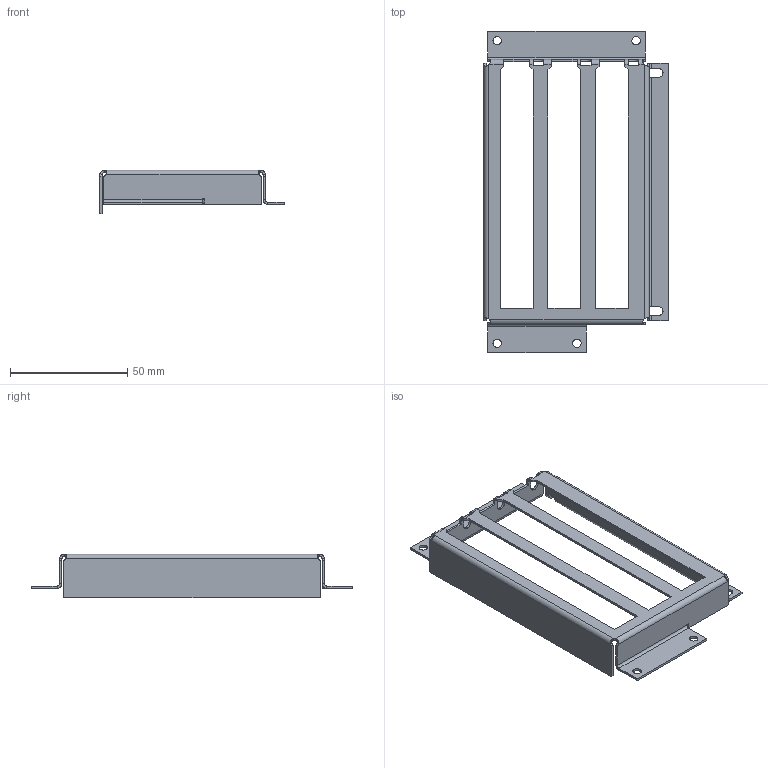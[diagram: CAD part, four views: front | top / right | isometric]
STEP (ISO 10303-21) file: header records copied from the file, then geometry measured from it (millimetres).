
FILE_DESCRIPTION(/* description */ (''),/* implementation_level */ '2;1');
FILE_NAME(/* name */ 'RiserIOBackplate.step',/* time_stamp */ '2022-02-27T23:19:24+01:00',/* author */ (''),/* organization */ (''),/* preprocessor_version */ 'ST-DEVELOPER v18.1',/* originating_system */ 'Autodesk Translation Framework v10.13.0.1454',/* authorisation */ '');
FILE_SCHEMA (('AUTOMOTIVE_DESIGN { 1 0 10303 214 3 1 1 }','INTEGRATED_CNC_SCHEMA'));
Length unit declared in the file: millimetre
Products named in the file (1): RiserIOBackplate
Bounding box: 78.62 x 137 x 18.59 mm (x, y, z)
Volume: 10316.2 mm3; surface area: 22073.8 mm2
Topology: 1 solids, 1 shells, 154 faces, 440 edges, 272 vertices
Faces by surface type: plane 95, cylinder 51, bspline 8
Full cylindrical faces by diameter (mm): 3.6 x4
Entity records: 5250 total; most frequent: CARTESIAN_POINT 1167, ORIENTED_EDGE 880, DIRECTION 804, EDGE_CURVE 440, LINE 338, VECTOR 338, VERTEX_POINT 272, AXIS2_PLACEMENT_3D 233
